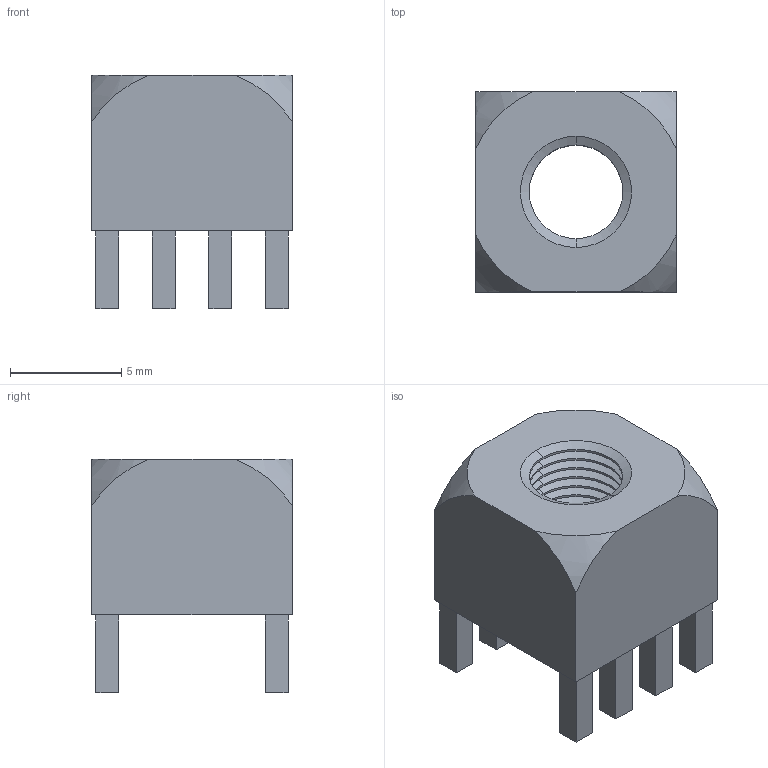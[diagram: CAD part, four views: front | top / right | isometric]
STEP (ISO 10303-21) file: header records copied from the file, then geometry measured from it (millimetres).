
FILE_DESCRIPTION((''),'2;1');
FILE_NAME('WURTH_7460305.stp','2014-01-29T11:56:55',(''),(''),'Mechanical Desktop 2011','Mechanical Desktop 2011',', , ');
FILE_SCHEMA(('AUTOMOTIVE_DESIGN { 1 2 10303 214 1 1 1 1 }'));
Length unit declared in the file: millimetre
Products named in the file (1): Product
Bounding box: 9 x 9 x 10.5 mm (x, y, z)
Volume: 480.7 mm3; surface area: 691.1 mm2
Topology: 9 solids, 9 shells, 133 faces, 272 edges, 158 vertices
Faces by surface type: plane 55, cone 48, cylinder 26, sphere 4
Entity records: 3457 total; most frequent: DIRECTION 630, CARTESIAN_POINT 564, ORIENTED_EDGE 544, EDGE_CURVE 272, AXIS2_PLACEMENT_3D 224, VECTOR 182, LINE 182, VERTEX_POINT 158
